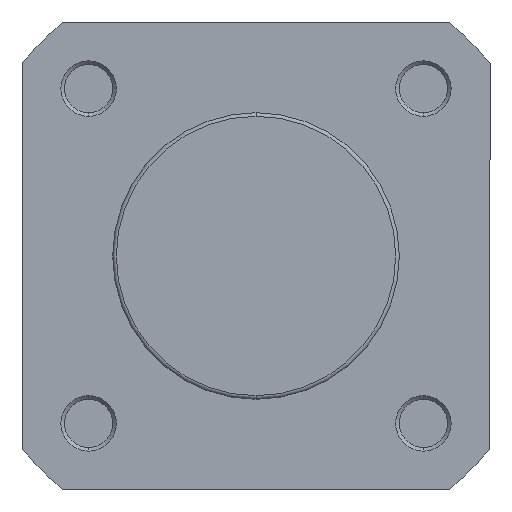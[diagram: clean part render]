
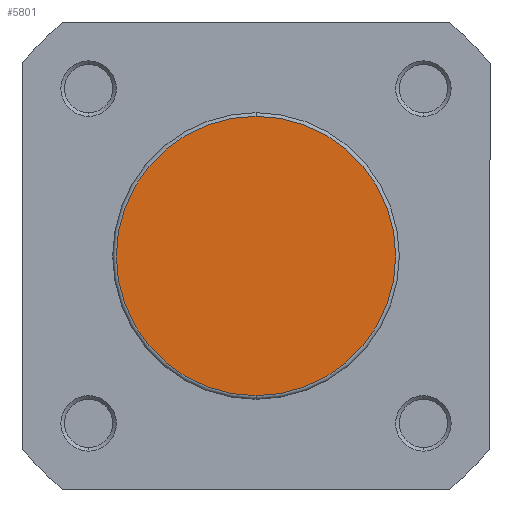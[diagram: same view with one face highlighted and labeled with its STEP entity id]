
A CAD part, left-side view. The second image highlights one B-rep face of the part: STEP entity #5801.
In plain terms, the highlighted planar face has unit normal (-1, 0, 0).
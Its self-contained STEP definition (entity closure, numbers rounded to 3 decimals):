
#38 = ORIENTED_EDGE ( 'NONE', *, *, #5339, .T. ) ;
#42 = ORIENTED_EDGE ( 'NONE', *, *, #4082, .T. ) ;
#946 = CIRCLE ( 'NONE', #5441, 19.4 ) ;
#1136 = CIRCLE ( 'NONE', #5400, 19.4 ) ;
#1894 = CARTESIAN_POINT ( 'NONE',  ( 0., 0., 19.4 ) ) ;
#2037 = CARTESIAN_POINT ( 'NONE',  ( 0., 0., -19.4 ) ) ;
#2139 = VERTEX_POINT ( 'NONE', #2037 ) ;
#2185 = VERTEX_POINT ( 'NONE', #1894 ) ;
#2395 = EDGE_LOOP ( 'NONE', ( #42, #38 ) ) ;
#2771 = CARTESIAN_POINT ( 'NONE',  ( 0., 0., 0. ) ) ;
#2772 = DIRECTION ( 'NONE',  ( -1., 0., 0. ) ) ;
#2773 = DIRECTION ( 'NONE',  ( 0., 0., -1. ) ) ;
#3185 = CARTESIAN_POINT ( 'NONE',  ( 0., 0., 0. ) ) ;
#3187 = DIRECTION ( 'NONE',  ( -1., 0., 0. ) ) ;
#3188 = DIRECTION ( 'NONE',  ( 0., 0., -1. ) ) ;
#3672 = CARTESIAN_POINT ( 'NONE',  ( 0., 19.9, 0. ) ) ;
#3673 = PLANE ( 'NONE',  #5537 ) ;
#3675 = DIRECTION ( 'NONE',  ( 1., 0., 0. ) ) ;
#3676 = DIRECTION ( 'NONE',  ( 0., 0., -1. ) ) ;
#4082 = EDGE_CURVE ( 'NONE', #2139, #2185, #946, .T. ) ;
#4177 = FACE_OUTER_BOUND ( 'NONE', #2395, .T. ) ;
#5339 = EDGE_CURVE ( 'NONE', #2185, #2139, #1136, .T. ) ;
#5400 = AXIS2_PLACEMENT_3D ( 'NONE', #3185, #3187, #3188 ) ;
#5441 = AXIS2_PLACEMENT_3D ( 'NONE', #2771, #2772, #2773 ) ;
#5537 = AXIS2_PLACEMENT_3D ( 'NONE', #3672, #3675, #3676 ) ;
#5801 = ADVANCED_FACE ( 'NONE', ( #4177 ), #3673, .F. ) ;
